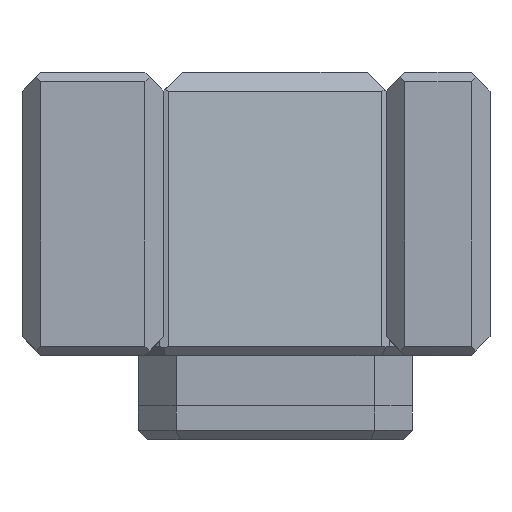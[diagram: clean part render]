
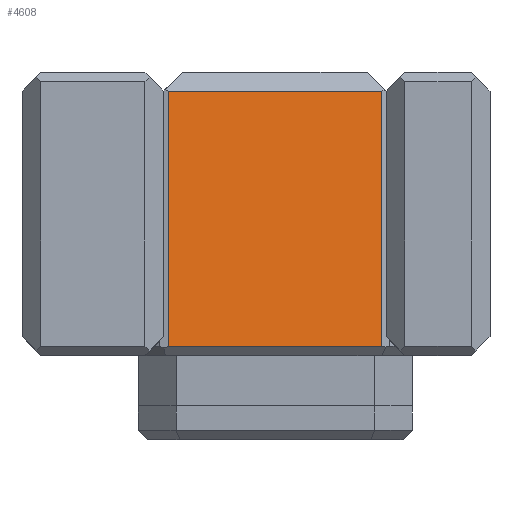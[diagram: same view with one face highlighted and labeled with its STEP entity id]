
A CAD part, left-side view. The second image highlights one B-rep face of the part: STEP entity #4608.
In plain terms, the highlighted planar face has unit normal (-0.968, -0.249, 0).
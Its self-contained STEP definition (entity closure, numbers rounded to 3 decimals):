
#318=ORIENTED_EDGE('',*,*,#1555,.T.);
#319=ORIENTED_EDGE('',*,*,#1556,.T.);
#320=ORIENTED_EDGE('',*,*,#1557,.T.);
#321=ORIENTED_EDGE('',*,*,#1558,.T.);
#1555=EDGE_CURVE('',#2178,#2179,#2633,.T.);
#1556=EDGE_CURVE('',#2179,#2180,#2634,.T.);
#1557=EDGE_CURVE('',#2180,#2181,#2635,.T.);
#1558=EDGE_CURVE('',#2181,#2178,#2636,.T.);
#2178=VERTEX_POINT('',#6684);
#2179=VERTEX_POINT('',#6685);
#2180=VERTEX_POINT('',#6687);
#2181=VERTEX_POINT('',#6689);
#2633=LINE('',#6683,#3249);
#2634=LINE('',#6686,#3250);
#2635=LINE('',#6688,#3251);
#2636=LINE('',#6690,#3252);
#3249=VECTOR('',#5407,1000.);
#3250=VECTOR('',#5408,1000.);
#3251=VECTOR('',#5409,1000.);
#3252=VECTOR('',#5410,1000.);
#3782=EDGE_LOOP('',(#318,#319,#320,#321));
#4082=FACE_BOUND('',#3782,.T.);
#4374=PLANE('',#4944);
#4608=ADVANCED_FACE('',(#4082),#4374,.T.);
#4944=AXIS2_PLACEMENT_3D('',#6682,#5405,#5406);
#5405=DIRECTION('',(-0.968,-0.249,0.));
#5406=DIRECTION('',(0.249,-0.968,0.));
#5407=DIRECTION('',(0.249,-0.968,0.));
#5408=DIRECTION('',(0.,0.,1.));
#5409=DIRECTION('',(-0.249,0.968,0.));
#5410=DIRECTION('',(0.,0.,-1.));
#6682=CARTESIAN_POINT('',(-12.575,0.,-6.625));
#6683=CARTESIAN_POINT('',(-12.575,0.,-7.125));
#6684=CARTESIAN_POINT('',(-12.513,-0.242,-7.125));
#6685=CARTESIAN_POINT('',(-9.612,-11.508,-7.125));
#6686=CARTESIAN_POINT('',(-9.612,-11.508,-6.625));
#6687=CARTESIAN_POINT('',(-9.612,-11.508,6.375));
#6688=CARTESIAN_POINT('',(-12.575,0.,6.375));
#6689=CARTESIAN_POINT('',(-12.513,-0.242,6.375));
#6690=CARTESIAN_POINT('',(-12.513,-0.242,-7.125));
